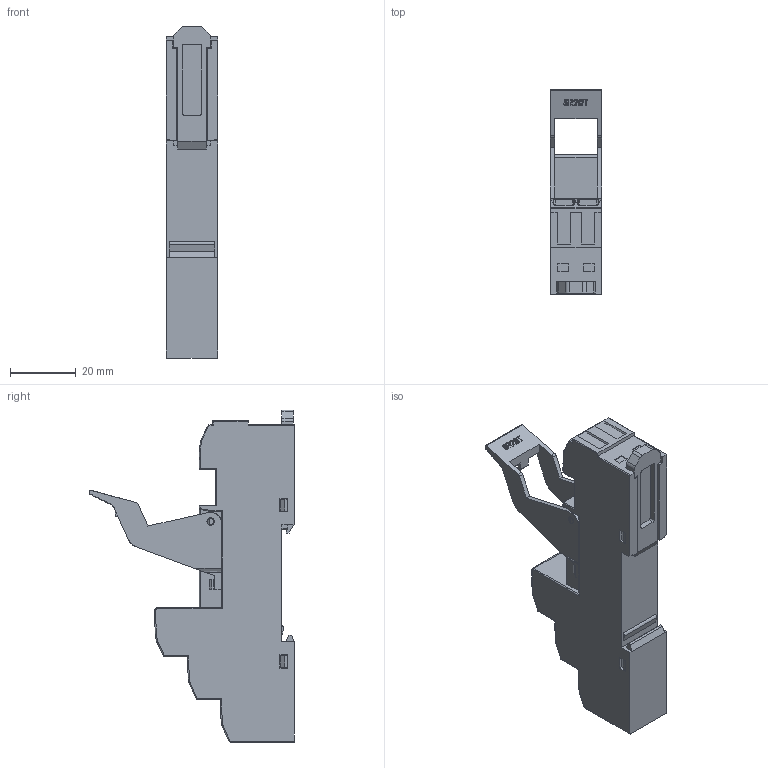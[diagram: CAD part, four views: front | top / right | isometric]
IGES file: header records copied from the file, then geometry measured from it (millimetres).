
Start section: SolidWorks IGES file using analytic representation for surfaces
Global section: file name: SJ2S-21L.IGS,15; native system: HSolidWorks 2017; preprocessor: SolidWorks 2017; author: 1003643; date: 200121.181927; units: millimetre
Bounding box: 15.85 x 62.41 x 101.2 mm (x, y, z)
Surface area: 15272.1 mm2 (no closed solid volume)
Topology: 0 solids, 0 shells, 785 faces, 6796 edges, 6778 vertices
Faces by surface type: bspline 503, revolution 282
